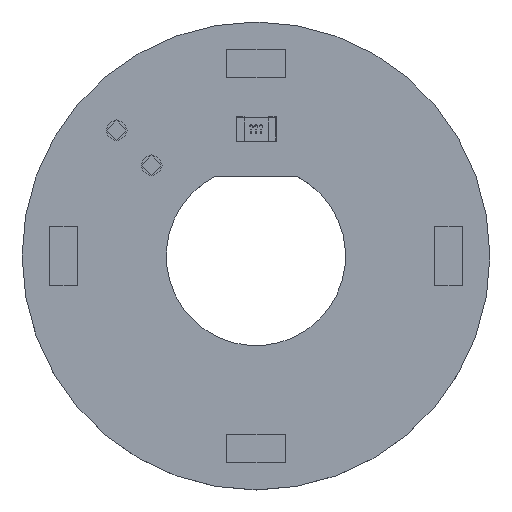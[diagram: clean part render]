
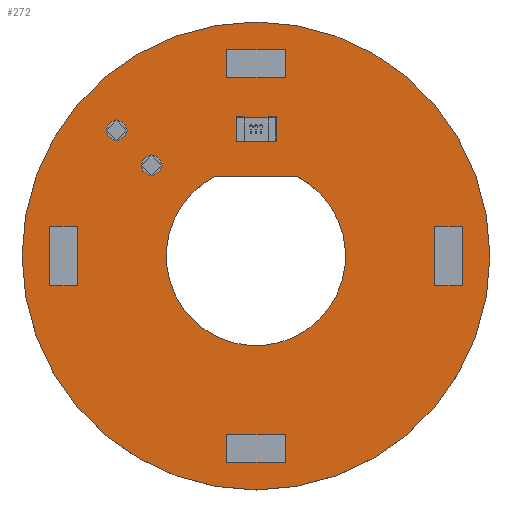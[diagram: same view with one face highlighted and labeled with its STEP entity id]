
A CAD part, top view. The second image highlights one B-rep face of the part: STEP entity #272.
In plain terms, the highlighted planar face has unit normal (0, 0, 1).
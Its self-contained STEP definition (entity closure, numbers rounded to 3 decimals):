
#63 = VERTEX_POINT('',#64);
#64 = CARTESIAN_POINT('',(-12.,0.,0.));
#70 = EDGE_CURVE('',#63,#71,#73,.T.);
#71 = VERTEX_POINT('',#72);
#72 = CARTESIAN_POINT('',(12.,0.005,0.));
#73 = CIRCLE('',#74,12.);
#74 = AXIS2_PLACEMENT_3D('',#75,#76,#77);
#75 = CARTESIAN_POINT('',(0.,0.,
    0.));
#76 = DIRECTION('',(0.,0.,1.));
#77 = DIRECTION('',(-1.,0.,0.));
#103 = EDGE_CURVE('',#71,#63,#104,.T.);
#104 = CIRCLE('',#105,12.);
#105 = AXIS2_PLACEMENT_3D('',#106,#107,#108);
#106 = CARTESIAN_POINT('',(0.,0.005,
    0.));
#107 = DIRECTION('',(0.,0.,1.));
#108 = DIRECTION('',(1.,0.,0.));
#129 = VERTEX_POINT('',#130);
#130 = CARTESIAN_POINT('',(-6.647,6.444,0.));
#136 = EDGE_CURVE('',#129,#129,#137,.T.);
#137 = CIRCLE('',#138,0.508);
#138 = AXIS2_PLACEMENT_3D('',#139,#140,#141);
#139 = CARTESIAN_POINT('',(-7.155,6.444,0.));
#140 = DIRECTION('',(0.,0.,1.));
#141 = DIRECTION('',(1.,0.,0.));
#162 = VERTEX_POINT('',#163);
#163 = CARTESIAN_POINT('',(-2.079,4.103,0.));
#169 = EDGE_CURVE('',#162,#170,#172,.T.);
#170 = VERTEX_POINT('',#171);
#171 = CARTESIAN_POINT('',(2.077,4.1,0.));
#172 = CIRCLE('',#173,4.599);
#173 = AXIS2_PLACEMENT_3D('',#174,#175,#176);
#174 = CARTESIAN_POINT('',(-0.004,-0.001,
    0.));
#175 = DIRECTION('',(0.,0.,1.));
#176 = DIRECTION('',(-0.451,0.892,0.));
#202 = EDGE_CURVE('',#170,#162,#203,.T.);
#203 = LINE('',#204,#205);
#204 = CARTESIAN_POINT('',(2.077,4.1,0.));
#205 = VECTOR('',#206,1.);
#206 = DIRECTION('',(-1.,0.001,0.));
#226 = VERTEX_POINT('',#227);
#227 = CARTESIAN_POINT('',(-4.851,4.648,0.));
#233 = EDGE_CURVE('',#226,#226,#234,.T.);
#234 = CIRCLE('',#235,0.508);
#235 = AXIS2_PLACEMENT_3D('',#236,#237,#238);
#236 = CARTESIAN_POINT('',(-5.359,4.648,0.));
#237 = DIRECTION('',(0.,0.,1.));
#238 = DIRECTION('',(1.,0.,0.));
#272 = ADVANCED_FACE('',(#273,#277,#280,#284),#287,.F.);
#273 = FACE_BOUND('',#274,.T.);
#274 = EDGE_LOOP('',(#275,#276));
#275 = ORIENTED_EDGE('',*,*,#70,.T.);
#276 = ORIENTED_EDGE('',*,*,#103,.T.);
#277 = FACE_BOUND('',#278,.F.);
#278 = EDGE_LOOP('',(#279));
#279 = ORIENTED_EDGE('',*,*,#136,.T.);
#280 = FACE_BOUND('',#281,.F.);
#281 = EDGE_LOOP('',(#282,#283));
#282 = ORIENTED_EDGE('',*,*,#169,.T.);
#283 = ORIENTED_EDGE('',*,*,#202,.T.);
#284 = FACE_BOUND('',#285,.F.);
#285 = EDGE_LOOP('',(#286));
#286 = ORIENTED_EDGE('',*,*,#233,.T.);
#287 = PLANE('',#288);
#288 = AXIS2_PLACEMENT_3D('',#289,#290,#291);
#289 = CARTESIAN_POINT('',(-12.,0.,0.));
#290 = DIRECTION('',(0.,0.,-1.));
#291 = DIRECTION('',(-1.,0.,0.));
